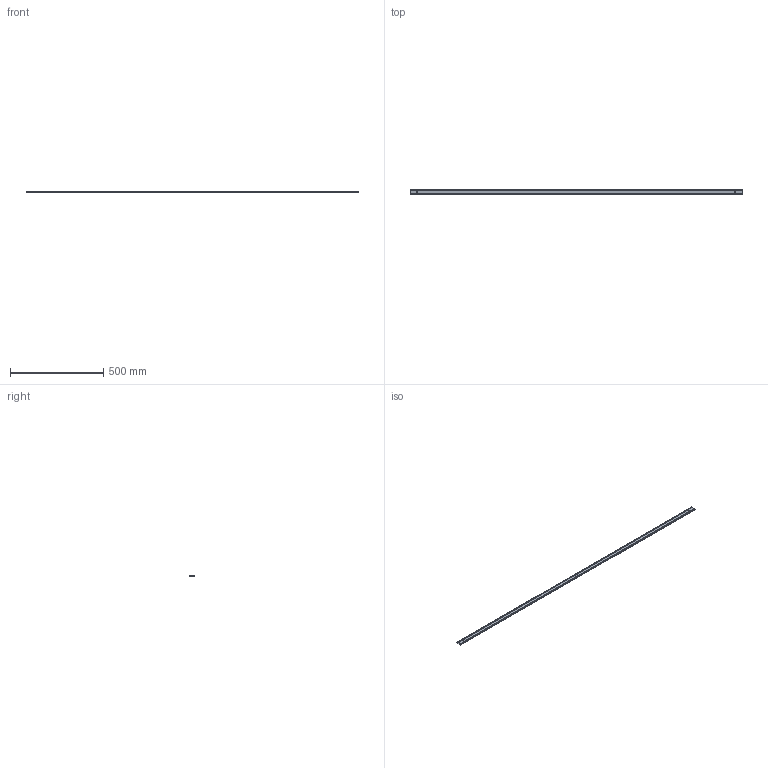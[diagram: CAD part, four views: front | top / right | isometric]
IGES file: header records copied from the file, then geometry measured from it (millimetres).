
Start section:  PTC IGES file: 193432.igs
Global section: file name: 193432.igs; native system: Creo Parametric by Parametric Technology Corporation; preprocessor: 2013230; author: pdmadmin; organization: Unknown; date: 20160304.133042; units: millimetre
Bounding box: 1776.32 x 28.51 x 3.24 mm (x, y, z)
Volume: 89827.3 mm3; surface area: 608750.3 mm2
Topology: 2 solids, 2 shells, 48 faces, 232 edges, 288 vertices
Faces by surface type: bspline 32, revolution 16
